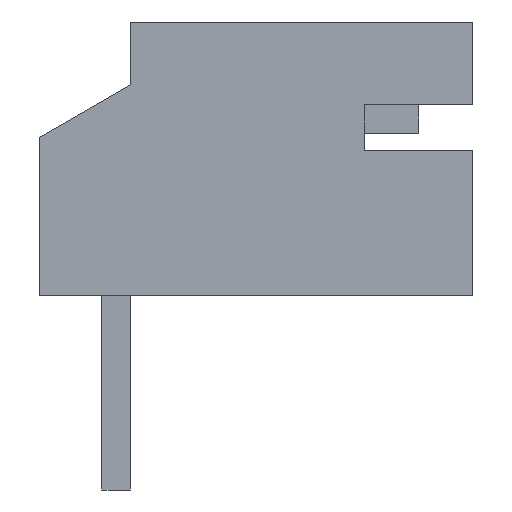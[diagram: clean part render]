
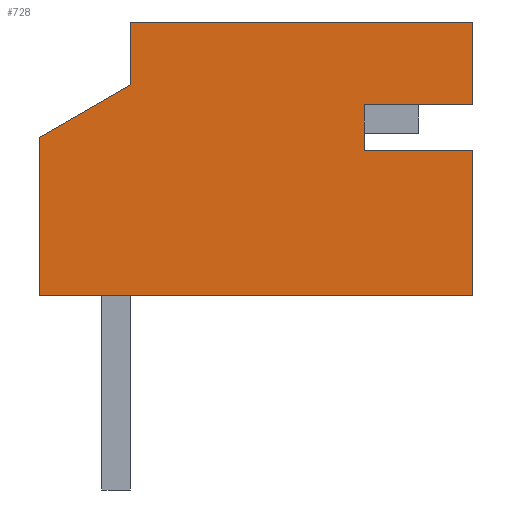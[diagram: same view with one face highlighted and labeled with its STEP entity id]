
A CAD part, left-side view. The second image highlights one B-rep face of the part: STEP entity #728.
In plain terms, the highlighted planar face has unit normal (-1, 0, 0).
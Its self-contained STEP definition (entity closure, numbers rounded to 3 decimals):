
#290 = VERTEX_POINT('',#291);
#291 = CARTESIAN_POINT('',(-1.95,-0.25,3.75));
#297 = EDGE_CURVE('',#290,#298,#300,.T.);
#298 = VERTEX_POINT('',#299);
#299 = CARTESIAN_POINT('',(-1.95,-0.25,4.85));
#300 = LINE('',#301,#302);
#301 = CARTESIAN_POINT('',(-1.95,-0.25,4.85));
#302 = VECTOR('',#303,1.);
#303 = DIRECTION('',(0.,0.,1.));
#544 = VERTEX_POINT('',#545);
#545 = CARTESIAN_POINT('',(-1.95,-6.25,0.05));
#551 = EDGE_CURVE('',#544,#552,#554,.T.);
#552 = VERTEX_POINT('',#553);
#553 = CARTESIAN_POINT('',(-1.95,1.35,0.05));
#554 = LINE('',#555,#556);
#555 = CARTESIAN_POINT('',(-1.95,-6.25,0.05));
#556 = VECTOR('',#557,1.);
#557 = DIRECTION('',(0.,1.,0.));
#591 = VERTEX_POINT('',#592);
#592 = CARTESIAN_POINT('',(-1.95,1.35,2.826));
#598 = EDGE_CURVE('',#591,#290,#599,.T.);
#599 = LINE('',#600,#601);
#600 = CARTESIAN_POINT('',(-1.95,-0.25,3.75));
#601 = VECTOR('',#602,1.);
#602 = DIRECTION('',(0.,-0.866,0.5));
#728 = ADVANCED_FACE('',(#729),#786,.T.);
#729 = FACE_BOUND('',#730,.T.);
#730 = EDGE_LOOP('',(#731,#741,#749,#757,#765,#771,#772,#773,#779,#780)
  );
#731 = ORIENTED_EDGE('',*,*,#732,.T.);
#732 = EDGE_CURVE('',#733,#735,#737,.T.);
#733 = VERTEX_POINT('',#734);
#734 = CARTESIAN_POINT('',(-1.95,-6.25,2.6));
#735 = VERTEX_POINT('',#736);
#736 = CARTESIAN_POINT('',(-1.95,-4.35,2.6));
#737 = LINE('',#738,#739);
#738 = CARTESIAN_POINT('',(-1.95,-6.25,2.6));
#739 = VECTOR('',#740,1.);
#740 = DIRECTION('',(0.,1.,0.));
#741 = ORIENTED_EDGE('',*,*,#742,.T.);
#742 = EDGE_CURVE('',#735,#743,#745,.T.);
#743 = VERTEX_POINT('',#744);
#744 = CARTESIAN_POINT('',(-1.95,-4.35,3.4));
#745 = LINE('',#746,#747);
#746 = CARTESIAN_POINT('',(-1.95,-4.35,2.6));
#747 = VECTOR('',#748,1.);
#748 = DIRECTION('',(0.,0.,1.));
#749 = ORIENTED_EDGE('',*,*,#750,.T.);
#750 = EDGE_CURVE('',#743,#751,#753,.T.);
#751 = VERTEX_POINT('',#752);
#752 = CARTESIAN_POINT('',(-1.95,-6.25,3.4));
#753 = LINE('',#754,#755);
#754 = CARTESIAN_POINT('',(-1.95,-6.25,3.4));
#755 = VECTOR('',#756,1.);
#756 = DIRECTION('',(0.,-1.,0.));
#757 = ORIENTED_EDGE('',*,*,#758,.F.);
#758 = EDGE_CURVE('',#759,#751,#761,.T.);
#759 = VERTEX_POINT('',#760);
#760 = CARTESIAN_POINT('',(-1.95,-6.25,4.85));
#761 = LINE('',#762,#763);
#762 = CARTESIAN_POINT('',(-1.95,-6.25,4.85));
#763 = VECTOR('',#764,1.);
#764 = DIRECTION('',(0.,0.,-1.));
#765 = ORIENTED_EDGE('',*,*,#766,.F.);
#766 = EDGE_CURVE('',#298,#759,#767,.T.);
#767 = LINE('',#768,#769);
#768 = CARTESIAN_POINT('',(-1.95,-6.25,4.85));
#769 = VECTOR('',#770,1.);
#770 = DIRECTION('',(0.,-1.,0.));
#771 = ORIENTED_EDGE('',*,*,#297,.F.);
#772 = ORIENTED_EDGE('',*,*,#598,.F.);
#773 = ORIENTED_EDGE('',*,*,#774,.F.);
#774 = EDGE_CURVE('',#552,#591,#775,.T.);
#775 = LINE('',#776,#777);
#776 = CARTESIAN_POINT('',(-1.95,1.35,2.826));
#777 = VECTOR('',#778,1.);
#778 = DIRECTION('',(0.,0.,1.));
#779 = ORIENTED_EDGE('',*,*,#551,.F.);
#780 = ORIENTED_EDGE('',*,*,#781,.F.);
#781 = EDGE_CURVE('',#733,#544,#782,.T.);
#782 = LINE('',#783,#784);
#783 = CARTESIAN_POINT('',(-1.95,-6.25,4.85));
#784 = VECTOR('',#785,1.);
#785 = DIRECTION('',(0.,0.,-1.));
#786 = PLANE('',#787);
#787 = AXIS2_PLACEMENT_3D('',#788,#789,#790);
#788 = CARTESIAN_POINT('',(-1.95,-6.25,4.85));
#789 = DIRECTION('',(-1.,0.,0.));
#790 = DIRECTION('',(0.,0.,-1.));
